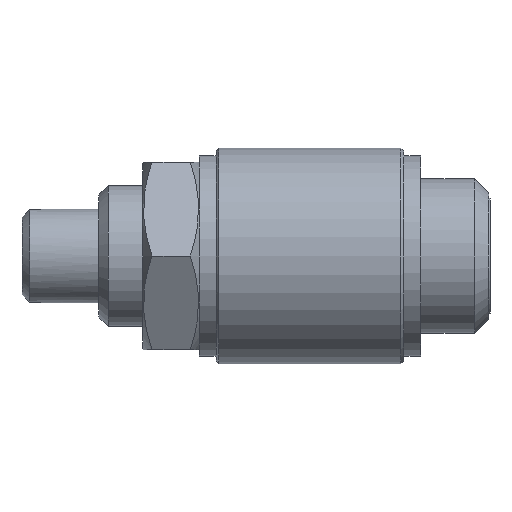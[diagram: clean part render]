
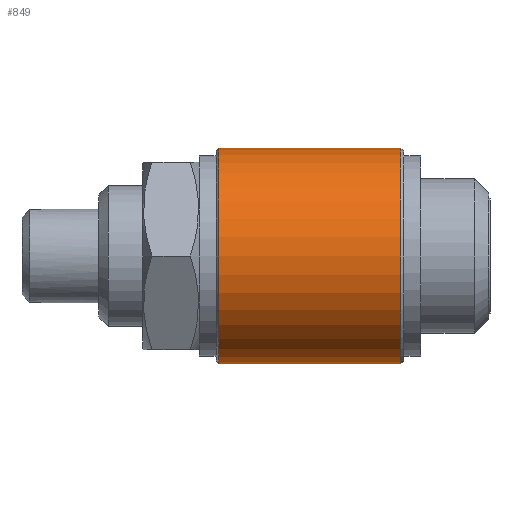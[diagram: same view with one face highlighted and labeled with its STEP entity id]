
A CAD part, left-side view. The second image highlights one B-rep face of the part: STEP entity #849.
In plain terms, the highlighted cylindrical face has radius 11.5 mm (diameter 23 mm), a partial arc.
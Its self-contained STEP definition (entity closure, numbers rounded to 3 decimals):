
#140 = CARTESIAN_POINT ( 'NONE',  ( 0., 29.2, 11.5 ) ) ;
#194 = CARTESIAN_POINT ( 'NONE',  ( 0., 29.2, -11.5 ) ) ;
#258 = CARTESIAN_POINT ( 'NONE',  ( 0., 9.8, 11.5 ) ) ;
#326 = CARTESIAN_POINT ( 'NONE',  ( 0., 9.8, -11.5 ) ) ;
#690 = VERTEX_POINT ( 'NONE', #140 ) ;
#693 = VERTEX_POINT ( 'NONE', #194 ) ;
#727 = VERTEX_POINT ( 'NONE', #326 ) ;
#761 = VERTEX_POINT ( 'NONE', #258 ) ;
#849 = ADVANCED_FACE ( 'NONE', ( #1799 ), #1782, .T. ) ;
#853 = ORIENTED_EDGE ( 'NONE', *, *, #854, .F. ) ;
#854 = EDGE_CURVE ( 'NONE', #761, #727, #1794, .T. ) ;
#866 = ORIENTED_EDGE ( 'NONE', *, *, #1744, .F. ) ;
#869 = EDGE_LOOP ( 'NONE', ( #866, #906, #888, #853 ) ) ;
#888 = ORIENTED_EDGE ( 'NONE', *, *, #1752, .T. ) ;
#905 = EDGE_CURVE ( 'NONE', #690, #693, #2112, .T. ) ;
#906 = ORIENTED_EDGE ( 'NONE', *, *, #905, .T. ) ;
#1744 = EDGE_CURVE ( 'NONE', #690, #761, #3283, .T. ) ;
#1752 = EDGE_CURVE ( 'NONE', #693, #727, #3084, .T. ) ;
#1782 = CYLINDRICAL_SURFACE ( 'NONE', #1784, 11.5 ) ;
#1783 = CARTESIAN_POINT ( 'NONE',  ( 0., 9.619, 0. ) ) ;
#1784 = AXIS2_PLACEMENT_3D ( 'NONE', #1783, #1785, #1796 ) ;
#1785 = DIRECTION ( 'NONE',  ( 0., -1., 0. ) ) ;
#1790 = DIRECTION ( 'NONE',  ( 0., 0., -1. ) ) ;
#1791 = DIRECTION ( 'NONE',  ( 0., -1., 0. ) ) ;
#1792 = CARTESIAN_POINT ( 'NONE',  ( 0., 9.8, 0. ) ) ;
#1793 = AXIS2_PLACEMENT_3D ( 'NONE', #1792, #1791, #1790 ) ;
#1794 = CIRCLE ( 'NONE', #1793, 11.5 ) ;
#1796 = DIRECTION ( 'NONE',  ( 0., 0., -1. ) ) ;
#1799 = FACE_OUTER_BOUND ( 'NONE', #869, .T. ) ;
#2105 = CARTESIAN_POINT ( 'NONE',  ( 0., 29.2, 0. ) ) ;
#2109 = DIRECTION ( 'NONE',  ( 0., 0., -1. ) ) ;
#2110 = DIRECTION ( 'NONE',  ( 0., -1., 0. ) ) ;
#2111 = AXIS2_PLACEMENT_3D ( 'NONE', #2105, #2110, #2109 ) ;
#2112 = CIRCLE ( 'NONE', #2111, 11.5 ) ;
#3080 = VECTOR ( 'NONE', #3437, 1000. ) ;
#3082 = CARTESIAN_POINT ( 'NONE',  ( 0., 9.619, -11.5 ) ) ;
#3084 = LINE ( 'NONE', #3082, #3080 ) ;
#3278 = DIRECTION ( 'NONE',  ( 0., -1., 0. ) ) ;
#3280 = VECTOR ( 'NONE', #3278, 1000. ) ;
#3281 = CARTESIAN_POINT ( 'NONE',  ( 0., 9.619, 11.5 ) ) ;
#3283 = LINE ( 'NONE', #3281, #3280 ) ;
#3437 = DIRECTION ( 'NONE',  ( 0., -1., 0. ) ) ;
